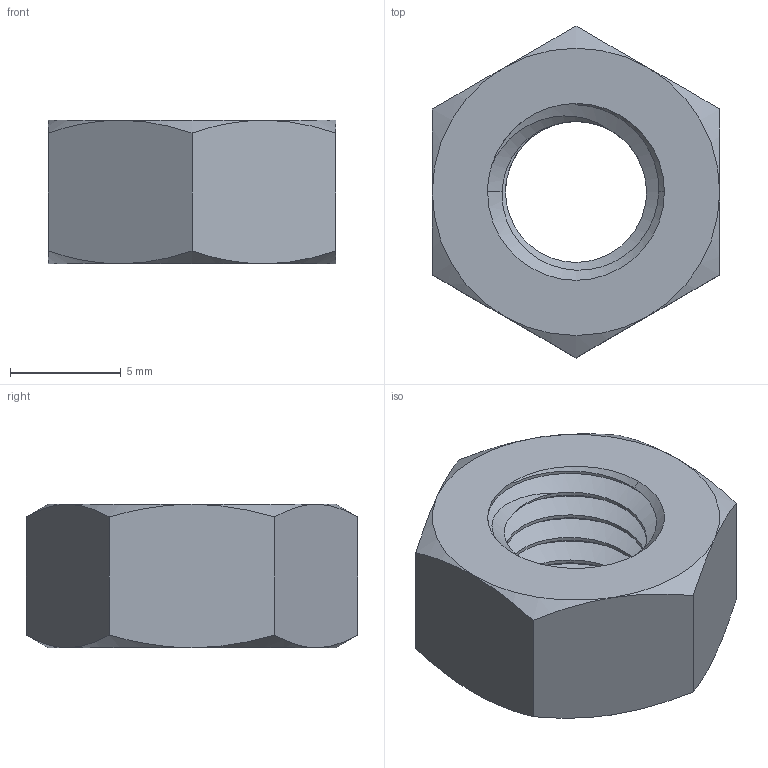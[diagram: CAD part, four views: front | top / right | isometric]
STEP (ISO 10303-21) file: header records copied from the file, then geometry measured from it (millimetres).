
FILE_DESCRIPTION (( 'STEP AP203' ), '1' );
FILE_NAME ('Metric Hex Nuts M8 x 1.25mm Thread.STEP', '2017-03-06T13:41:21', ( 'itdept' ), ( '' ), 'SwSTEP 2.0', 'SolidWorks 2016', '' );
FILE_SCHEMA (( 'CONFIG_CONTROL_DESIGN' ));
Length unit declared in the file: millimetre
Products named in the file (1): Metric Hex Nuts M8 x 1.25mm Thread
Bounding box: 13 x 15.01 x 6.5 mm (x, y, z)
Volume: 675.6 mm3; surface area: 724.3 mm2
Topology: 1 solids, 1 shells, 49 faces, 125 edges, 78 vertices
Faces by surface type: cylinder 20, cone 18, plane 9, bspline 2
Entity records: 2388 total; most frequent: CARTESIAN_POINT 1299, ORIENTED_EDGE 250, DIRECTION 171, EDGE_CURVE 125, VERTEX_POINT 78, AXIS2_PLACEMENT_3D 70, EDGE_LOOP 51, FACE_OUTER_BOUND 49
